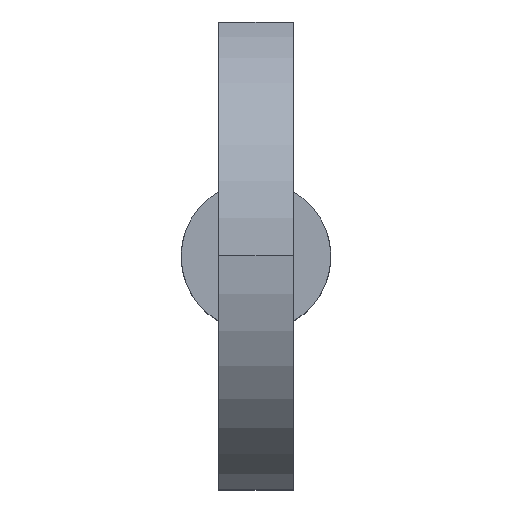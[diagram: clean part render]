
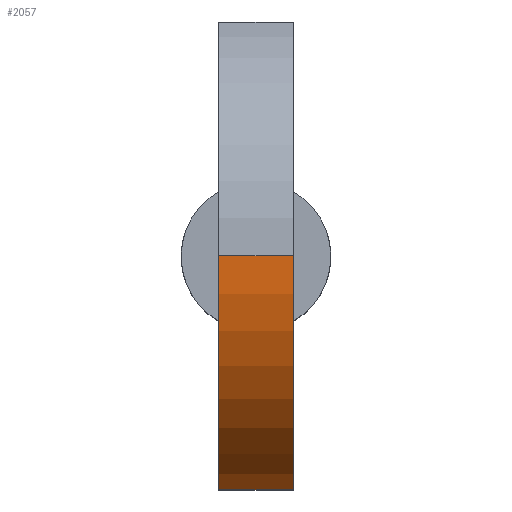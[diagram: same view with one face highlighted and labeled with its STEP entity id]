
A CAD part, top view. The second image highlights one B-rep face of the part: STEP entity #2057.
In plain terms, the highlighted cylindrical face has radius 39.797 mm (diameter 79.594 mm), a partial arc.
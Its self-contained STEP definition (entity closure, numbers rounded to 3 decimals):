
#38 = AXIS2_PLACEMENT_3D ( 'NONE', #2509, #152, #615 ) ;
#43 = CARTESIAN_POINT ( 'NONE',  ( -6., 0., 39.797 ) ) ;
#74 = EDGE_CURVE ( 'NONE', #1298, #180, #1849, .T. ) ;
#96 = LINE ( 'NONE', #2144, #2735 ) ;
#136 = CIRCLE ( 'NONE', #38, 39.797 ) ;
#143 = DIRECTION ( 'NONE',  ( 0., 0., -1. ) ) ;
#152 = DIRECTION ( 'NONE',  ( 1., 0., 0. ) ) ;
#154 = EDGE_CURVE ( 'NONE', #337, #1393, #136, .T. ) ;
#174 = CARTESIAN_POINT ( 'NONE',  ( 6., -37.5, 13.325 ) ) ;
#180 = VERTEX_POINT ( 'NONE', #174 ) ;
#209 = VECTOR ( 'NONE', #1294, 1000. ) ;
#216 = CARTESIAN_POINT ( 'NONE',  ( 6., -37.5, 13.325 ) ) ;
#230 = DIRECTION ( 'NONE',  ( -1., 0., 0. ) ) ;
#288 = ORIENTED_EDGE ( 'NONE', *, *, #74, .F. ) ;
#337 = VERTEX_POINT ( 'NONE', #43 ) ;
#347 = CARTESIAN_POINT ( 'NONE',  ( 6., 0., 0. ) ) ;
#468 = EDGE_LOOP ( 'NONE', ( #288, #1404, #2527, #2716 ) ) ;
#489 = CARTESIAN_POINT ( 'NONE',  ( 6., 0., 39.797 ) ) ;
#615 = DIRECTION ( 'NONE',  ( 0., 0., -1. ) ) ;
#974 = EDGE_CURVE ( 'NONE', #1298, #337, #96, .T. ) ;
#1049 = EDGE_CURVE ( 'NONE', #180, #1393, #1553, .T. ) ;
#1294 = DIRECTION ( 'NONE',  ( -1., 0., 0. ) ) ;
#1298 = VERTEX_POINT ( 'NONE', #489 ) ;
#1335 = AXIS2_PLACEMENT_3D ( 'NONE', #347, #2023, #2450 ) ;
#1393 = VERTEX_POINT ( 'NONE', #2018 ) ;
#1404 = ORIENTED_EDGE ( 'NONE', *, *, #974, .T. ) ;
#1553 = LINE ( 'NONE', #216, #209 ) ;
#1667 = DIRECTION ( 'NONE',  ( 1., 0., 0. ) ) ;
#1849 = CIRCLE ( 'NONE', #2751, 39.797 ) ;
#2018 = CARTESIAN_POINT ( 'NONE',  ( -6., -37.5, 13.325 ) ) ;
#2023 = DIRECTION ( 'NONE',  ( -1., 0., 0. ) ) ;
#2057 = ADVANCED_FACE ( 'NONE', ( #2247 ), #2767, .T. ) ;
#2144 = CARTESIAN_POINT ( 'NONE',  ( 6., 0., 39.797 ) ) ;
#2247 = FACE_OUTER_BOUND ( 'NONE', #468, .T. ) ;
#2321 = CARTESIAN_POINT ( 'NONE',  ( 6., 0., 0. ) ) ;
#2450 = DIRECTION ( 'NONE',  ( 0., 0., 1. ) ) ;
#2509 = CARTESIAN_POINT ( 'NONE',  ( -6., 0., 0. ) ) ;
#2527 = ORIENTED_EDGE ( 'NONE', *, *, #154, .T. ) ;
#2716 = ORIENTED_EDGE ( 'NONE', *, *, #1049, .F. ) ;
#2735 = VECTOR ( 'NONE', #230, 1000. ) ;
#2751 = AXIS2_PLACEMENT_3D ( 'NONE', #2321, #1667, #143 ) ;
#2767 = CYLINDRICAL_SURFACE ( 'NONE', #1335, 39.797 ) ;
